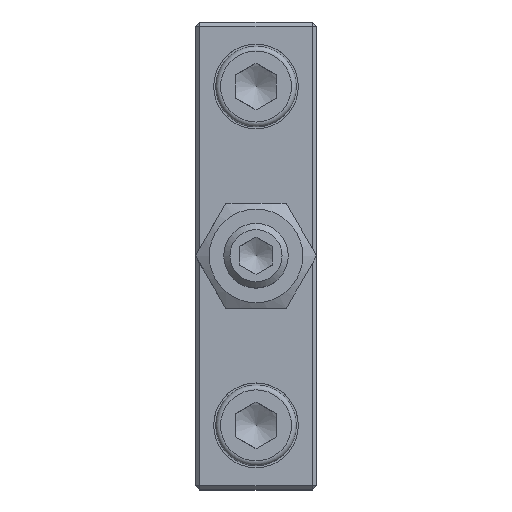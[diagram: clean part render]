
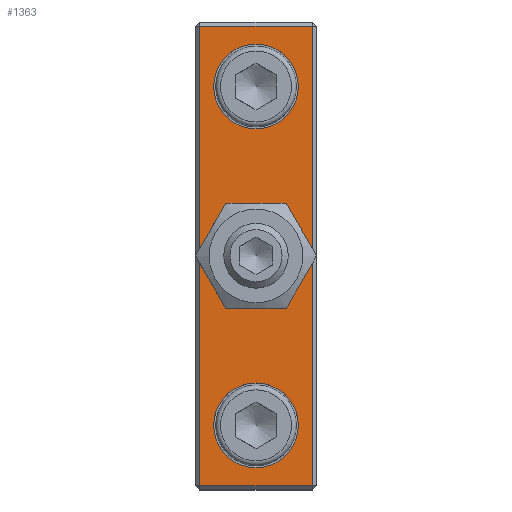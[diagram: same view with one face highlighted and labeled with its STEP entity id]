
A CAD part, top view. The second image highlights one B-rep face of the part: STEP entity #1363.
In plain terms, the highlighted face is planar.
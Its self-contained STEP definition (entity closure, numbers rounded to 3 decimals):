
#81=FACE_BOUND('',#309,.T.);
#82=FACE_BOUND('',#310,.T.);
#83=FACE_BOUND('',#311,.T.);
#137=PLANE('',#1599);
#222=FACE_OUTER_BOUND('',#308,.T.);
#308=EDGE_LOOP('',(#1221,#1222,#1223,#1224));
#309=EDGE_LOOP('',(#1225,#1226));
#310=EDGE_LOOP('',(#1227,#1228));
#311=EDGE_LOOP('',(#1229,#1230));
#395=LINE('',#2351,#507);
#419=LINE('',#2399,#531);
#421=LINE('',#2402,#533);
#423=LINE('',#2405,#535);
#507=VECTOR('',#1884,10.);
#531=VECTOR('',#1926,10.);
#533=VECTOR('',#1930,10.);
#535=VECTOR('',#1934,10.);
#588=CIRCLE('',#1600,5.25);
#589=CIRCLE('',#1601,5.25);
#590=CIRCLE('',#1602,5.25);
#591=CIRCLE('',#1603,5.25);
#592=CIRCLE('',#1604,3.324);
#593=CIRCLE('',#1605,3.324);
#687=VERTEX_POINT('',#2329);
#692=VERTEX_POINT('',#2342);
#695=VERTEX_POINT('',#2355);
#698=VERTEX_POINT('',#2362);
#710=VERTEX_POINT('',#2421);
#711=VERTEX_POINT('',#2422);
#712=VERTEX_POINT('',#2425);
#713=VERTEX_POINT('',#2426);
#714=VERTEX_POINT('',#2429);
#715=VERTEX_POINT('',#2430);
#854=EDGE_CURVE('',#687,#692,#395,.T.);
#878=EDGE_CURVE('',#692,#698,#419,.T.);
#880=EDGE_CURVE('',#698,#695,#421,.T.);
#882=EDGE_CURVE('',#695,#687,#423,.T.);
#891=EDGE_CURVE('',#710,#711,#588,.T.);
#892=EDGE_CURVE('',#711,#710,#589,.T.);
#893=EDGE_CURVE('',#712,#713,#590,.T.);
#894=EDGE_CURVE('',#713,#712,#591,.T.);
#895=EDGE_CURVE('',#714,#715,#592,.T.);
#896=EDGE_CURVE('',#715,#714,#593,.T.);
#1221=ORIENTED_EDGE('',*,*,#854,.F.);
#1222=ORIENTED_EDGE('',*,*,#882,.F.);
#1223=ORIENTED_EDGE('',*,*,#880,.F.);
#1224=ORIENTED_EDGE('',*,*,#878,.F.);
#1225=ORIENTED_EDGE('',*,*,#891,.T.);
#1226=ORIENTED_EDGE('',*,*,#892,.T.);
#1227=ORIENTED_EDGE('',*,*,#893,.T.);
#1228=ORIENTED_EDGE('',*,*,#894,.T.);
#1229=ORIENTED_EDGE('',*,*,#895,.T.);
#1230=ORIENTED_EDGE('',*,*,#896,.T.);
#1363=ADVANCED_FACE('',(#222,#81,#82,#83),#137,.T.);
#1599=AXIS2_PLACEMENT_3D('',#2420,#1954,#1955);
#1600=AXIS2_PLACEMENT_3D('',#2423,#1956,#1957);
#1601=AXIS2_PLACEMENT_3D('',#2424,#1958,#1959);
#1602=AXIS2_PLACEMENT_3D('',#2427,#1960,#1961);
#1603=AXIS2_PLACEMENT_3D('',#2428,#1962,#1963);
#1604=AXIS2_PLACEMENT_3D('',#2431,#1964,#1965);
#1605=AXIS2_PLACEMENT_3D('',#2432,#1966,#1967);
#1884=DIRECTION('',(0.,-1.,0.));
#1926=DIRECTION('',(0.,0.,1.));
#1930=DIRECTION('',(0.,1.,0.));
#1934=DIRECTION('',(0.,0.,-1.));
#1954=DIRECTION('center_axis',(1.,0.,0.));
#1955=DIRECTION('ref_axis',(0.,0.,-1.));
#1956=DIRECTION('center_axis',(-1.,0.,0.));
#1957=DIRECTION('ref_axis',(0.,0.,-1.));
#1958=DIRECTION('center_axis',(-1.,0.,0.));
#1959=DIRECTION('ref_axis',(0.,0.,-1.));
#1960=DIRECTION('center_axis',(-1.,0.,0.));
#1961=DIRECTION('ref_axis',(0.,0.,-1.));
#1962=DIRECTION('center_axis',(-1.,0.,0.));
#1963=DIRECTION('ref_axis',(0.,0.,-1.));
#1964=DIRECTION('center_axis',(-1.,0.,0.));
#1965=DIRECTION('ref_axis',(0.,0.,-1.));
#1966=DIRECTION('center_axis',(-1.,0.,0.));
#1967=DIRECTION('ref_axis',(0.,0.,-1.));
#2329=CARTESIAN_POINT('',(10.,7.,-28.5));
#2342=CARTESIAN_POINT('',(10.,-7.,-28.5));
#2351=CARTESIAN_POINT('',(10.,-3.75,-28.5));
#2355=CARTESIAN_POINT('',(10.,7.,28.5));
#2362=CARTESIAN_POINT('',(10.,-7.,28.5));
#2399=CARTESIAN_POINT('',(10.,-7.,14.5));
#2402=CARTESIAN_POINT('',(10.,3.75,28.5));
#2405=CARTESIAN_POINT('',(10.,7.,-14.5));
#2420=CARTESIAN_POINT('Origin',(10.,0.,0.));
#2421=CARTESIAN_POINT('',(10.,0.,-26.25));
#2422=CARTESIAN_POINT('',(10.,0.,-15.75));
#2423=CARTESIAN_POINT('Origin',(10.,0.,-21.));
#2424=CARTESIAN_POINT('Origin',(10.,0.,-21.));
#2425=CARTESIAN_POINT('',(10.,0.,15.75));
#2426=CARTESIAN_POINT('',(10.,0.,26.25));
#2427=CARTESIAN_POINT('Origin',(10.,0.,21.));
#2428=CARTESIAN_POINT('Origin',(10.,0.,21.));
#2429=CARTESIAN_POINT('',(10.,0.,-3.324));
#2430=CARTESIAN_POINT('',(10.,0.,3.324));
#2431=CARTESIAN_POINT('Origin',(10.,0.,0.));
#2432=CARTESIAN_POINT('Origin',(10.,0.,0.));
